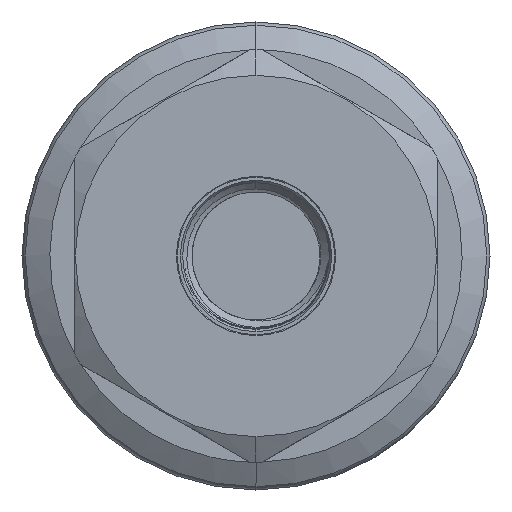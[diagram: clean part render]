
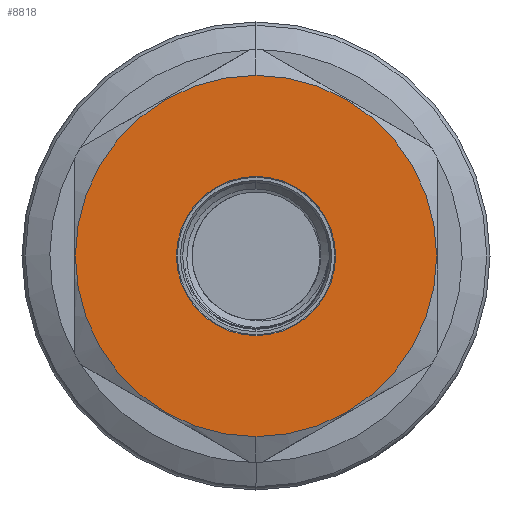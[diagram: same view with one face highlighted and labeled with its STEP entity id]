
A CAD part, left-side view. The second image highlights one B-rep face of the part: STEP entity #8818.
In plain terms, the highlighted planar face has unit normal (-1, 0, 0).
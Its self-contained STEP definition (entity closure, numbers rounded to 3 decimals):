
#166 = AXIS2_PLACEMENT_3D ( 'NONE', #370, #379, #344 ) ;
#256 = AXIS2_PLACEMENT_3D ( 'NONE', #2687, #2684, #2685 ) ;
#344 = DIRECTION ( 'NONE',  ( 0., 0., 1. ) ) ;
#370 = CARTESIAN_POINT ( 'NONE',  ( 0., 0., 0. ) ) ;
#379 = DIRECTION ( 'NONE',  ( -1., 0., 0. ) ) ;
#1025 = CIRCLE ( 'NONE', #166, 9.03 ) ;
#1095 = CIRCLE ( 'NONE', #256, 20.5 ) ;
#1584 = VERTEX_POINT ( 'NONE', #3371 ) ;
#2021 = VERTEX_POINT ( 'NONE', #3090 ) ;
#2025 = VERTEX_POINT ( 'NONE', #3086 ) ;
#2029 = VERTEX_POINT ( 'NONE', #3099 ) ;
#2215 = EDGE_LOOP ( 'NONE', ( #12656, #12751 ) ) ;
#2684 = DIRECTION ( 'NONE',  ( -1., 0., 0. ) ) ;
#2685 = DIRECTION ( 'NONE',  ( 0., 0., 1. ) ) ;
#2687 = CARTESIAN_POINT ( 'NONE',  ( 0., 0., 0. ) ) ;
#3086 = CARTESIAN_POINT ( 'NONE',  ( 0., 0., -20.5 ) ) ;
#3090 = CARTESIAN_POINT ( 'NONE',  ( 0., 0., -9.03 ) ) ;
#3099 = CARTESIAN_POINT ( 'NONE',  ( 0., 0., 20.5 ) ) ;
#3371 = CARTESIAN_POINT ( 'NONE',  ( 0., 0., 9.03 ) ) ;
#8818 = ADVANCED_FACE ( 'NONE', ( #11663, #11690 ), #9888, .T. ) ;
#9260 = CARTESIAN_POINT ( 'NONE',  ( 0., 0., 0. ) ) ;
#9261 = DIRECTION ( 'NONE',  ( -1., 0., 0. ) ) ;
#9262 = DIRECTION ( 'NONE',  ( 0., 0., 1. ) ) ;
#9264 = CARTESIAN_POINT ( 'NONE',  ( 0., 0., 0. ) ) ;
#9265 = DIRECTION ( 'NONE',  ( -1., 0., 0. ) ) ;
#9266 = DIRECTION ( 'NONE',  ( 0., 0., 1. ) ) ;
#9437 = EDGE_CURVE ( 'NONE', #2025, #2029, #13992, .T. ) ;
#9438 = EDGE_CURVE ( 'NONE', #1584, #2021, #13990, .T. ) ;
#9870 = CARTESIAN_POINT ( 'NONE',  ( 0., -20.6, -11.893 ) ) ;
#9883 = DIRECTION ( 'NONE',  ( 0., 0., 1. ) ) ;
#9886 = DIRECTION ( 'NONE',  ( -1., 0., 0. ) ) ;
#9888 = PLANE ( 'NONE',  #10663 ) ;
#10631 = EDGE_CURVE ( 'NONE', #2029, #2025, #1095, .T. ) ;
#10663 = AXIS2_PLACEMENT_3D ( 'NONE', #9870, #9886, #9883 ) ;
#10965 = EDGE_CURVE ( 'NONE', #2021, #1584, #1025, .T. ) ;
#11229 = AXIS2_PLACEMENT_3D ( 'NONE', #9260, #9261, #9262 ) ;
#11231 = AXIS2_PLACEMENT_3D ( 'NONE', #9264, #9265, #9266 ) ;
#11577 = EDGE_LOOP ( 'NONE', ( #12576, #12752 ) ) ;
#11663 = FACE_OUTER_BOUND ( 'NONE', #11577, .T. ) ;
#11690 = FACE_BOUND ( 'NONE', #2215, .T. ) ;
#12576 = ORIENTED_EDGE ( 'NONE', *, *, #9437, .T. ) ;
#12656 = ORIENTED_EDGE ( 'NONE', *, *, #9438, .F. ) ;
#12751 = ORIENTED_EDGE ( 'NONE', *, *, #10965, .F. ) ;
#12752 = ORIENTED_EDGE ( 'NONE', *, *, #10631, .T. ) ;
#13990 = CIRCLE ( 'NONE', #11231, 9.03 ) ;
#13992 = CIRCLE ( 'NONE', #11229, 20.5 ) ;
